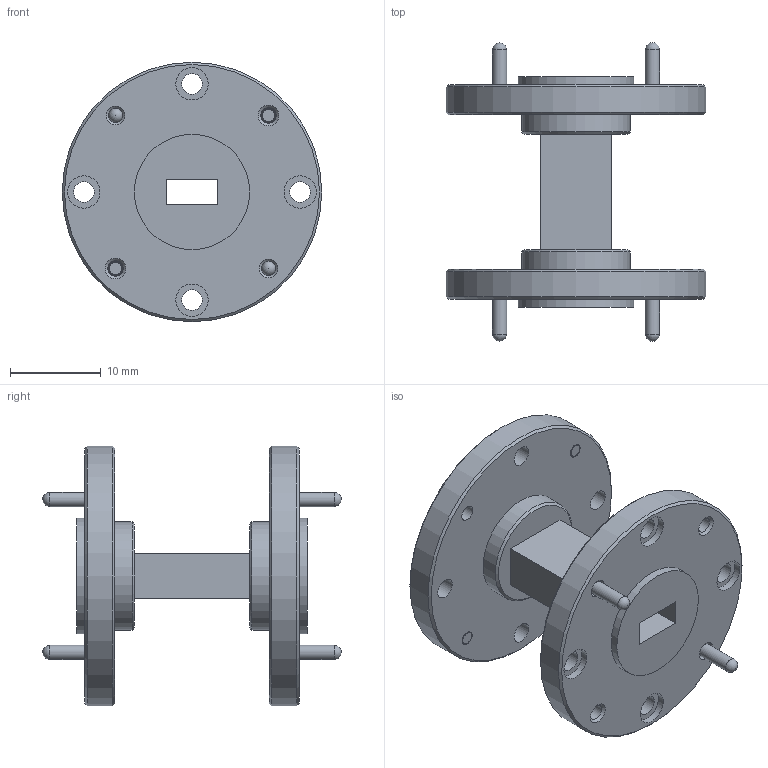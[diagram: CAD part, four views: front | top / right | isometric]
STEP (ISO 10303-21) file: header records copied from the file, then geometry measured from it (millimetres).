
FILE_DESCRIPTION(/* description */ (''),/* implementation_level */ '2;1');
FILE_NAME(/* name */ 'UG-383 1.00 STRAIGHT v2.step',/* time_stamp */ '2023-02-02T13:01:24-05:00',/* author */ (''),/* organization */ (''),/* preprocessor_version */ 'ST-DEVELOPER v19.2',/* originating_system */ 'Autodesk Translation Framework v11.17.0.187',/* authorisation */ '');
FILE_SCHEMA (('AUTOMOTIVE_DESIGN { 1 0 10303 214 3 1 1 }'));
Length unit declared in the file: inch
Products named in the file (7): UG-383 1.00 STRAIGHT; 383 FLANGE v3; .0605 DIA PIN v2; .0605 DIA PIN v2 (1); 383 FLANGE v3 (1); .0605 DIA PIN v2 (2); .0605 DIA PIN v2 (1) (1)
Assembly tree (6 placements, depth 3):
  UG-383 1.00 STRAIGHT
    383 FLANGE v3
      .0605 DIA PIN v2
      .0605 DIA PIN v2 (1)
    383 FLANGE v3 (1)
      .0605 DIA PIN v2 (2)
      .0605 DIA PIN v2 (1) (1)
Bounding box: 28.57 x 32.87 x 28.57 mm (x, y, z)
Volume: 4856.9 mm3; surface area: 4379 mm2
Topology: 5 solids, 5 shells, 108 faces, 226 edges, 146 vertices
Faces by surface type: cylinder 42, plane 36, cone 26, sphere 4
Full cylindrical faces by diameter (mm): 1.308 x4, 1.511 x4, 1.562 x8, 1.702 x4, 2.271 x8, 3.556 x8, 11.938 x2, 12.7 x2, 28.575 x2
Entity records: 3175 total; most frequent: DIRECTION 594, CARTESIAN_POINT 489, ORIENTED_EDGE 444, AXIS2_PLACEMENT_3D 251, EDGE_CURVE 222, EDGE_LOOP 164, VERTEX_POINT 146, CIRCLE 130
